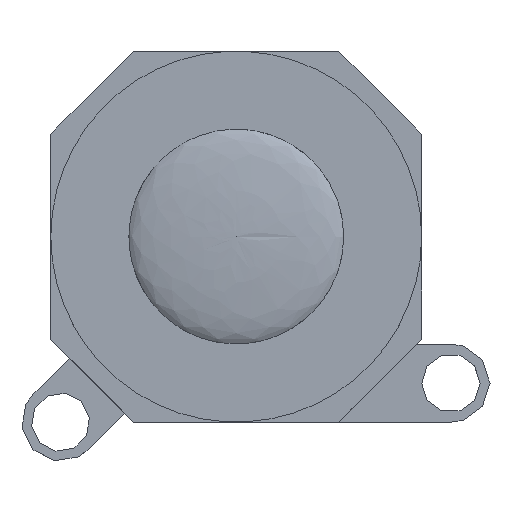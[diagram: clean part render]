
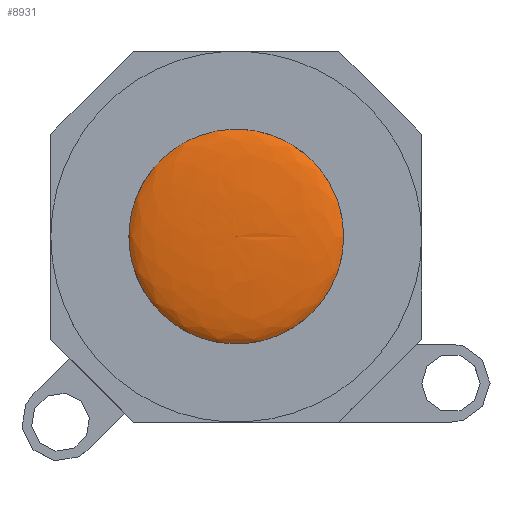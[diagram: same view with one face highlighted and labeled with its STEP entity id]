
A CAD part, top view. The second image highlights one B-rep face of the part: STEP entity #8931.
In plain terms, the highlighted face is a revolution surface.
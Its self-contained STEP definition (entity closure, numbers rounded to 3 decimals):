
#4990 = SURFACE_OF_REVOLUTION('',#4991,#4995);
#4991 = ( BOUNDED_CURVE() B_SPLINE_CURVE(2,(#4992,#4993,#4994),
.UNSPECIFIED.,.F.,.F.) B_SPLINE_CURVE_WITH_KNOTS((3,3),(4.75,
6.283),.PIECEWISE_BEZIER_KNOTS.) CURVE() 
GEOMETRIC_REPRESENTATION_ITEM() RATIONAL_B_SPLINE_CURVE((0.804,
0.634,1.)) REPRESENTATION_ITEM('') );
#4992 = CARTESIAN_POINT('',(0.,0.,
    4.5));
#4993 = CARTESIAN_POINT('',(5.5,0.,4.5));
#4994 = CARTESIAN_POINT('',(5.5,0.,5.25));
#4995 = AXIS1_PLACEMENT('',#4996,#4997);
#4996 = CARTESIAN_POINT('',(0.,0.,5.25));
#4997 = DIRECTION('',(0.,0.,1.));
#6932 = VERTEX_POINT('',#6933);
#6933 = CARTESIAN_POINT('',(5.5,0.,5.25));
#6958 = EDGE_CURVE('',#6932,#6932,#6959,.T.);
#6959 = SURFACE_CURVE('',#6960,(#6965,#6972),.PCURVE_S1.);
#6960 = CIRCLE('',#6961,5.5);
#6961 = AXIS2_PLACEMENT_3D('',#6962,#6963,#6964);
#6962 = CARTESIAN_POINT('',(0.,0.,5.25));
#6963 = DIRECTION('',(-0.,0.,1.));
#6964 = DIRECTION('',(1.,0.,0.));
#6965 = PCURVE('',#4990,#6966);
#6966 = DEFINITIONAL_REPRESENTATION('',(#6967),#6971);
#6967 = LINE('',#6968,#6969);
#6968 = CARTESIAN_POINT('',(0.,6.283));
#6969 = VECTOR('',#6970,1.);
#6970 = DIRECTION('',(1.,0.));
#6971 = ( GEOMETRIC_REPRESENTATION_CONTEXT(2) 
PARAMETRIC_REPRESENTATION_CONTEXT() REPRESENTATION_CONTEXT('2D SPACE',''
  ) );
#6972 = PCURVE('',#6973,#6981);
#6973 = SURFACE_OF_REVOLUTION('',#6974,#6978);
#6974 = ( BOUNDED_CURVE() B_SPLINE_CURVE(2,(#6975,#6976,#6977),
.UNSPECIFIED.,.F.,.F.) B_SPLINE_CURVE_WITH_KNOTS((3,3),(0.,
1.533),.PIECEWISE_BEZIER_KNOTS.) CURVE() 
GEOMETRIC_REPRESENTATION_ITEM() RATIONAL_B_SPLINE_CURVE((1.,
0.634,0.804)) REPRESENTATION_ITEM('') );
#6975 = CARTESIAN_POINT('',(5.5,0.,5.25));
#6976 = CARTESIAN_POINT('',(5.5,0.,6.));
#6977 = CARTESIAN_POINT('',(0.,0.,
    6.));
#6978 = AXIS1_PLACEMENT('',#6979,#6980);
#6979 = CARTESIAN_POINT('',(0.,0.,5.25));
#6980 = DIRECTION('',(0.,0.,1.));
#6981 = DEFINITIONAL_REPRESENTATION('',(#6982),#6986);
#6982 = LINE('',#6983,#6984);
#6983 = CARTESIAN_POINT('',(0.,0.));
#6984 = VECTOR('',#6985,1.);
#6985 = DIRECTION('',(1.,0.));
#6986 = ( GEOMETRIC_REPRESENTATION_CONTEXT(2) 
PARAMETRIC_REPRESENTATION_CONTEXT() REPRESENTATION_CONTEXT('2D SPACE',''
  ) );
#8931 = ADVANCED_FACE('',(#8932),#6973,.T.);
#8932 = FACE_BOUND('',#8933,.T.);
#8933 = EDGE_LOOP('',(#8934,#8935,#8962));
#8934 = ORIENTED_EDGE('',*,*,#6958,.T.);
#8935 = ORIENTED_EDGE('',*,*,#8936,.T.);
#8936 = EDGE_CURVE('',#6932,#8937,#8939,.T.);
#8937 = VERTEX_POINT('',#8938);
#8938 = CARTESIAN_POINT('',(0.,0.,
    6.));
#8939 = SEAM_CURVE('',#8940,(#8948,#8955),.PCURVE_S1.);
#8940 = ( BOUNDED_CURVE() B_SPLINE_CURVE(2,(#8941,#8942,#8943,#8944,
#8945,#8946,#8947),.UNSPECIFIED.,.T.,.F.) B_SPLINE_CURVE_WITH_KNOTS((1,2
    ,2,2,2,1),(-2.094,0.,2.094,4.189,
6.283,8.378),.UNSPECIFIED.) CURVE() 
GEOMETRIC_REPRESENTATION_ITEM() RATIONAL_B_SPLINE_CURVE((1.,0.5,1.,0.5,
1.,0.5,1.)) REPRESENTATION_ITEM('') );
#8941 = CARTESIAN_POINT('',(5.5,0.,5.25));
#8942 = CARTESIAN_POINT('',(5.5,0.,6.549));
#8943 = CARTESIAN_POINT('',(-2.75,0.,5.9));
#8944 = CARTESIAN_POINT('',(-11.,0.,5.25));
#8945 = CARTESIAN_POINT('',(-2.75,0.,4.6));
#8946 = CARTESIAN_POINT('',(5.5,0.,3.951));
#8947 = CARTESIAN_POINT('',(5.5,0.,5.25));
#8948 = PCURVE('',#6973,#8949);
#8949 = DEFINITIONAL_REPRESENTATION('',(#8950),#8954);
#8950 = LINE('',#8951,#8952);
#8951 = CARTESIAN_POINT('',(0.,0.));
#8952 = VECTOR('',#8953,1.);
#8953 = DIRECTION('',(0.,1.));
#8954 = ( GEOMETRIC_REPRESENTATION_CONTEXT(2) 
PARAMETRIC_REPRESENTATION_CONTEXT() REPRESENTATION_CONTEXT('2D SPACE',''
  ) );
#8955 = PCURVE('',#6973,#8956);
#8956 = DEFINITIONAL_REPRESENTATION('',(#8957),#8961);
#8957 = LINE('',#8958,#8959);
#8958 = CARTESIAN_POINT('',(6.283,0.));
#8959 = VECTOR('',#8960,1.);
#8960 = DIRECTION('',(0.,1.));
#8961 = ( GEOMETRIC_REPRESENTATION_CONTEXT(2) 
PARAMETRIC_REPRESENTATION_CONTEXT() REPRESENTATION_CONTEXT('2D SPACE',''
  ) );
#8962 = ORIENTED_EDGE('',*,*,#8936,.F.);
